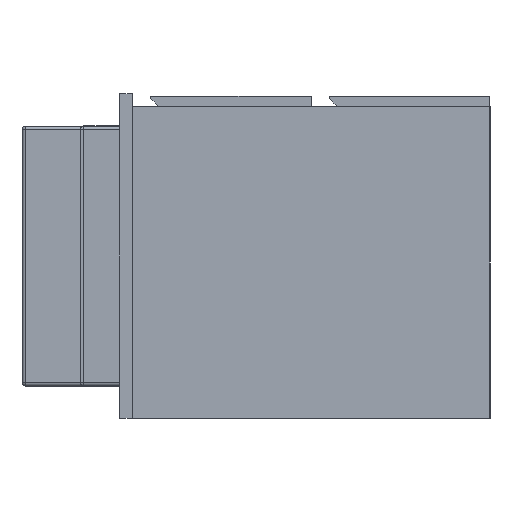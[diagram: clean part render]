
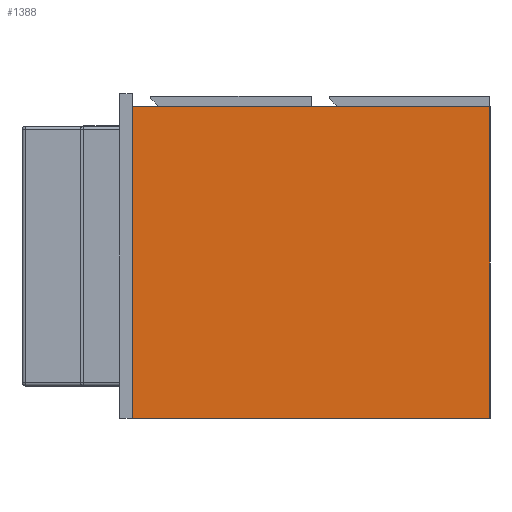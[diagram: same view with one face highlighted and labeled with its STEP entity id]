
A CAD part, left-side view. The second image highlights one B-rep face of the part: STEP entity #1388.
In plain terms, the highlighted planar face has unit normal (-1, 0, 0).
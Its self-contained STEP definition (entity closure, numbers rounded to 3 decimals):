
#18 = PLANE ( 'NONE',  #4576 ) ;
#60 = VECTOR ( 'NONE', #1068, 1000. ) ;
#464 = CARTESIAN_POINT ( 'NONE',  ( -744., 275., 0. ) ) ;
#516 = VECTOR ( 'NONE', #6105, 1000. ) ;
#614 = ORIENTED_EDGE ( 'NONE', *, *, #8205, .F. ) ;
#756 = EDGE_CURVE ( 'NONE', #2848, #6667, #5135, .T. ) ;
#1012 = VECTOR ( 'NONE', #3243, 1000. ) ;
#1068 = DIRECTION ( 'NONE',  ( 0., 1., 0. ) ) ;
#1228 = EDGE_LOOP ( 'NONE', ( #614, #5519, #4666, #2320 ) ) ;
#1388 = ADVANCED_FACE ( 'NONE', ( #7206 ), #18, .T. ) ;
#1397 = CARTESIAN_POINT ( 'NONE',  ( -744., 275., 480. ) ) ;
#1806 = LINE ( 'NONE', #2440, #60 ) ;
#1942 = EDGE_CURVE ( 'NONE', #4332, #7927, #6226, .T. ) ;
#2320 = ORIENTED_EDGE ( 'NONE', *, *, #756, .T. ) ;
#2392 = CARTESIAN_POINT ( 'NONE',  ( -744., 275., 480. ) ) ;
#2440 = CARTESIAN_POINT ( 'NONE',  ( -744., 275., 0. ) ) ;
#2848 = VERTEX_POINT ( 'NONE', #1397 ) ;
#3243 = DIRECTION ( 'NONE',  ( 0., 1., 0. ) ) ;
#3429 = DIRECTION ( 'NONE',  ( 0., 0., 1. ) ) ;
#3613 = EDGE_CURVE ( 'NONE', #4332, #2848, #7428, .T. ) ;
#4025 = DIRECTION ( 'NONE',  ( -1., 0., 0. ) ) ;
#4307 = CARTESIAN_POINT ( 'NONE',  ( -744., -275., 480. ) ) ;
#4332 = VERTEX_POINT ( 'NONE', #4307 ) ;
#4576 = AXIS2_PLACEMENT_3D ( 'NONE', #5989, #4025, #3429 ) ;
#4666 = ORIENTED_EDGE ( 'NONE', *, *, #3613, .T. ) ;
#5016 = DIRECTION ( 'NONE',  ( 0., 0., -1. ) ) ;
#5135 = LINE ( 'NONE', #2392, #6706 ) ;
#5519 = ORIENTED_EDGE ( 'NONE', *, *, #1942, .F. ) ;
#5989 = CARTESIAN_POINT ( 'NONE',  ( -744., 275., 480. ) ) ;
#6105 = DIRECTION ( 'NONE',  ( 0., 0., -1. ) ) ;
#6226 = LINE ( 'NONE', #6761, #516 ) ;
#6593 = CARTESIAN_POINT ( 'NONE',  ( -744., -275., 0. ) ) ;
#6667 = VERTEX_POINT ( 'NONE', #464 ) ;
#6706 = VECTOR ( 'NONE', #5016, 1000. ) ;
#6761 = CARTESIAN_POINT ( 'NONE',  ( -744., -275., 480. ) ) ;
#7206 = FACE_OUTER_BOUND ( 'NONE', #1228, .T. ) ;
#7230 = CARTESIAN_POINT ( 'NONE',  ( -744., 275., 480. ) ) ;
#7428 = LINE ( 'NONE', #7230, #1012 ) ;
#7927 = VERTEX_POINT ( 'NONE', #6593 ) ;
#8205 = EDGE_CURVE ( 'NONE', #7927, #6667, #1806, .T. ) ;
